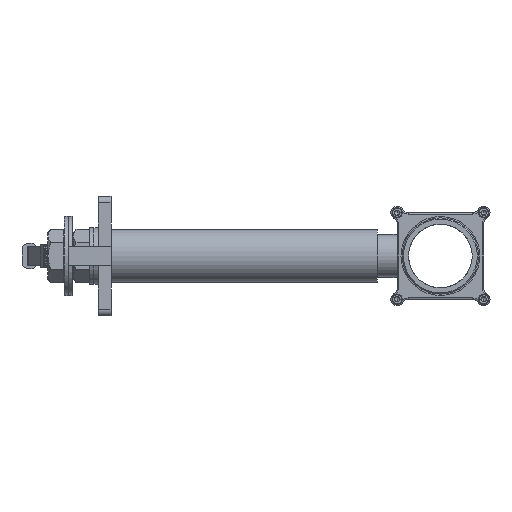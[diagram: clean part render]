
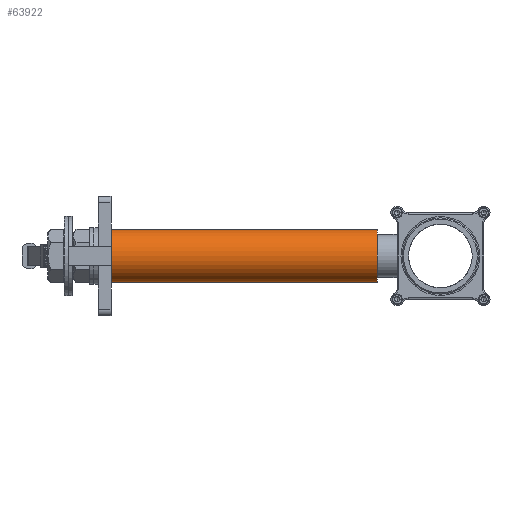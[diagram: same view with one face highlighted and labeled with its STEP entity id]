
A CAD part, left-side view. The second image highlights one B-rep face of the part: STEP entity #63922.
In plain terms, the highlighted cylindrical face has radius 21 mm (diameter 42 mm), a partial arc.
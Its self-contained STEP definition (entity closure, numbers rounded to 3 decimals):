
#562 = CARTESIAN_POINT ( 'NONE',  ( 0., 49.67, 0. ) ) ;
#6725 = DIRECTION ( 'NONE',  ( 0., -1., 0. ) ) ;
#10362 = VERTEX_POINT ( 'NONE', #73866 ) ;
#10893 = CIRCLE ( 'NONE', #43657, 21. ) ;
#13810 = EDGE_CURVE ( 'NONE', #77009, #10362, #10893, .T. ) ;
#15805 = EDGE_CURVE ( 'NONE', #77009, #76724, #36660, .T. ) ;
#16026 = VECTOR ( 'NONE', #63677, 1000. ) ;
#23202 = ORIENTED_EDGE ( 'NONE', *, *, #66597, .T. ) ;
#24334 = DIRECTION ( 'NONE',  ( 0., -1., 0. ) ) ;
#25233 = EDGE_LOOP ( 'NONE', ( #51805, #49072, #23202, #80664 ) ) ;
#25989 = CARTESIAN_POINT ( 'NONE',  ( 0., 49.67, 21. ) ) ;
#26800 = EDGE_CURVE ( 'NONE', #76724, #30078, #65856, .T. ) ;
#30078 = VERTEX_POINT ( 'NONE', #76108 ) ;
#32936 = DIRECTION ( 'NONE',  ( 0., -1., 0. ) ) ;
#35563 = DIRECTION ( 'NONE',  ( 0., 0., -1. ) ) ;
#36660 = LINE ( 'NONE', #60553, #45218 ) ;
#40171 = LINE ( 'NONE', #58697, #16026 ) ;
#43657 = AXIS2_PLACEMENT_3D ( 'NONE', #77771, #32936, #63805 ) ;
#44831 = AXIS2_PLACEMENT_3D ( 'NONE', #562, #6725, #68422 ) ;
#45218 = VECTOR ( 'NONE', #24334, 1000. ) ;
#46663 = CYLINDRICAL_SURFACE ( 'NONE', #60595, 21. ) ;
#49072 = ORIENTED_EDGE ( 'NONE', *, *, #13810, .T. ) ;
#51071 = CARTESIAN_POINT ( 'NONE',  ( 0., 259., 21. ) ) ;
#51805 = ORIENTED_EDGE ( 'NONE', *, *, #15805, .F. ) ;
#58697 = CARTESIAN_POINT ( 'NONE',  ( 0., 0., -21. ) ) ;
#60553 = CARTESIAN_POINT ( 'NONE',  ( 0., 0., 21. ) ) ;
#60595 = AXIS2_PLACEMENT_3D ( 'NONE', #65200, #60675, #35563 ) ;
#60675 = DIRECTION ( 'NONE',  ( 0., -1., 0. ) ) ;
#63677 = DIRECTION ( 'NONE',  ( 0., -1., 0. ) ) ;
#63805 = DIRECTION ( 'NONE',  ( 0., 0., -1. ) ) ;
#63922 = ADVANCED_FACE ( 'NONE', ( #73016 ), #46663, .T. ) ;
#65200 = CARTESIAN_POINT ( 'NONE',  ( 0., 0., 0. ) ) ;
#65856 = CIRCLE ( 'NONE', #44831, 21. ) ;
#66597 = EDGE_CURVE ( 'NONE', #10362, #30078, #40171, .T. ) ;
#68422 = DIRECTION ( 'NONE',  ( 0., 0., -1. ) ) ;
#73016 = FACE_OUTER_BOUND ( 'NONE', #25233, .T. ) ;
#73866 = CARTESIAN_POINT ( 'NONE',  ( 0., 259., -21. ) ) ;
#76108 = CARTESIAN_POINT ( 'NONE',  ( 0., 49.67, -21. ) ) ;
#76724 = VERTEX_POINT ( 'NONE', #25989 ) ;
#77009 = VERTEX_POINT ( 'NONE', #51071 ) ;
#77771 = CARTESIAN_POINT ( 'NONE',  ( 0., 259., 0. ) ) ;
#80664 = ORIENTED_EDGE ( 'NONE', *, *, #26800, .F. ) ;
